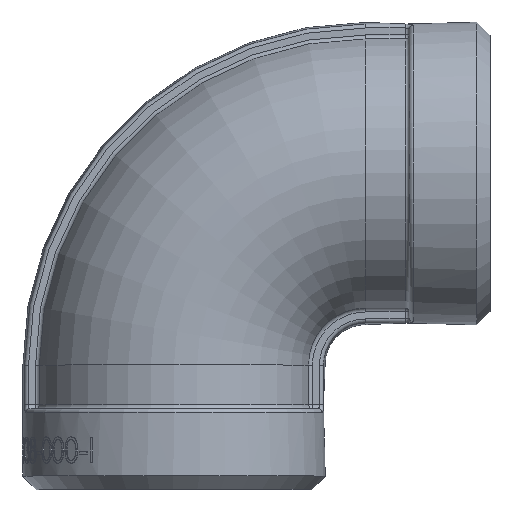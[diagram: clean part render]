
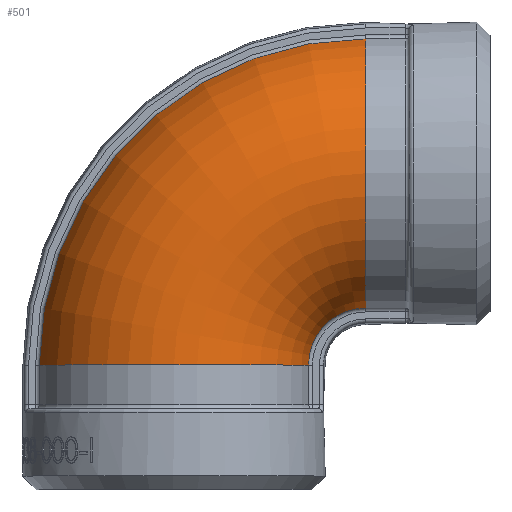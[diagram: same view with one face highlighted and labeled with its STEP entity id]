
A CAD part, top view. The second image highlights one B-rep face of the part: STEP entity #501.
In plain terms, the highlighted toroidal (fillet/blend) face has major radius 14.25 mm and minor radius 10.25 mm.
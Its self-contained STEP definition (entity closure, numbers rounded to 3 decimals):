
#501 = ADVANCED_FACE ( 'NONE', ( #3643 ), #17276, .T. ) ;
#856 = EDGE_CURVE ( 'NONE', #2150, #2100, #21685, .T. ) ;
#1882 = EDGE_LOOP ( 'NONE', ( #23931, #23907, #23913, #23924 ) ) ;
#2100 = VERTEX_POINT ( 'NONE', #5789 ) ;
#2114 = VERTEX_POINT ( 'NONE', #5778 ) ;
#2115 = VERTEX_POINT ( 'NONE', #5771 ) ;
#2150 = VERTEX_POINT ( 'NONE', #5838 ) ;
#3643 = FACE_OUTER_BOUND ( 'NONE', #1882, .T. ) ;
#3665 = DIRECTION ( 'NONE',  ( 0., 1., 0. ) ) ;
#3667 = DIRECTION ( 'NONE',  ( 0., 0., -1. ) ) ;
#3670 = CARTESIAN_POINT ( 'NONE',  ( 14.25, -14.25, 0. ) ) ;
#5771 = CARTESIAN_POINT ( 'NONE',  ( -10.003, -14.25, 2.235 ) ) ;
#5778 = CARTESIAN_POINT ( 'NONE',  ( 10.003, -14.25, 2.235 ) ) ;
#5789 = CARTESIAN_POINT ( 'NONE',  ( 14.25, -10.003, 2.235 ) ) ;
#5838 = CARTESIAN_POINT ( 'NONE',  ( 14.25, 10.003, 2.235 ) ) ;
#6007 = DIRECTION ( 'NONE',  ( 0., 0., 1. ) ) ;
#6019 = DIRECTION ( 'NONE',  ( -0.707, 0.707, 0. ) ) ;
#6028 = CARTESIAN_POINT ( 'NONE',  ( 14.25, -14.25, 2.235 ) ) ;
#6175 = DIRECTION ( 'NONE',  ( -0.707, 0.707, 0. ) ) ;
#6180 = DIRECTION ( 'NONE',  ( 0., 0., -1. ) ) ;
#6209 = CARTESIAN_POINT ( 'NONE',  ( 14.25, -14.25, 2.235 ) ) ;
#6275 = DIRECTION ( 'NONE',  ( 0., 1., 0. ) ) ;
#6276 = DIRECTION ( 'NONE',  ( -0.981, 0., 0.195 ) ) ;
#6291 = CARTESIAN_POINT ( 'NONE',  ( 0., -14.25, 0. ) ) ;
#12224 = EDGE_CURVE ( 'NONE', #2100, #2114, #21895, .T. ) ;
#12269 = EDGE_CURVE ( 'NONE', #2115, #2150, #21915, .T. ) ;
#12302 = EDGE_CURVE ( 'NONE', #2115, #2114, #21953, .T. ) ;
#17239 = AXIS2_PLACEMENT_3D ( 'NONE', #3670, #3667, #3665 ) ;
#17276 = TOROIDAL_SURFACE ( 'NONE', #17239, 14.25, 10.25 ) ;
#21685 = CIRCLE ( 'NONE', #21695, 10.25 ) ;
#21695 = AXIS2_PLACEMENT_3D ( 'NONE', #25867, #25884, #25868 ) ;
#21871 = AXIS2_PLACEMENT_3D ( 'NONE', #6028, #6007, #6019 ) ;
#21895 = CIRCLE ( 'NONE', #21871, 4.247 ) ;
#21915 = CIRCLE ( 'NONE', #21916, 24.253 ) ;
#21916 = AXIS2_PLACEMENT_3D ( 'NONE', #6209, #6180, #6175 ) ;
#21953 = CIRCLE ( 'NONE', #21967, 10.25 ) ;
#21967 = AXIS2_PLACEMENT_3D ( 'NONE', #6291, #6275, #6276 ) ;
#23907 = ORIENTED_EDGE ( 'NONE', *, *, #12302, .T. ) ;
#23913 = ORIENTED_EDGE ( 'NONE', *, *, #12224, .F. ) ;
#23924 = ORIENTED_EDGE ( 'NONE', *, *, #856, .F. ) ;
#23931 = ORIENTED_EDGE ( 'NONE', *, *, #12269, .F. ) ;
#25867 = CARTESIAN_POINT ( 'NONE',  ( 14.25, 0., 0. ) ) ;
#25868 = DIRECTION ( 'NONE',  ( 0., 0.981, 0.195 ) ) ;
#25884 = DIRECTION ( 'NONE',  ( 1., 0., 0. ) ) ;
